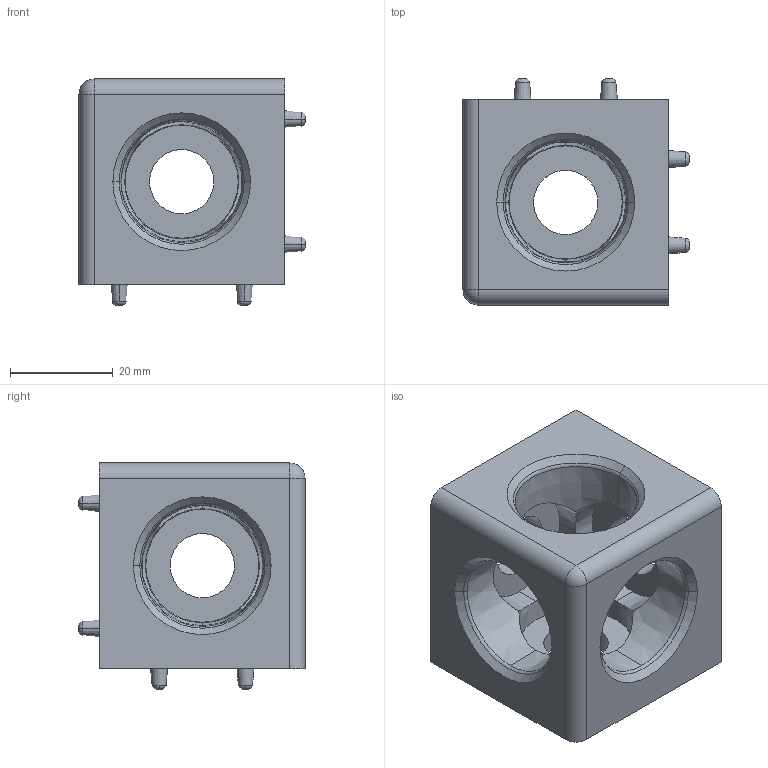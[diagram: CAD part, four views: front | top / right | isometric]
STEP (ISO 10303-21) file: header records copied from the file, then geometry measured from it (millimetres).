
FILE_DESCRIPTION (( 'STEP AP214' ), '1' );
FILE_NAME ('093WW408N10.STEP', '2016-02-21T11:49:29', ( '' ), ( '' ), 'SwSTEP 2.0', 'SolidWorks 2016', '' );
FILE_SCHEMA (( 'AUTOMOTIVE_DESIGN' ));
Length unit declared in the file: millimetre
Products named in the file (1): 093WW408N10
Bounding box: 44 x 44 x 44 mm (x, y, z)
Volume: 33054.1 mm3; surface area: 12589.7 mm2
Topology: 1 solids, 1 shells, 119 faces, 288 edges, 181 vertices
Faces by surface type: cone 42, plane 31, torus 30, cylinder 15, sphere 1
Entity records: 3893 total; most frequent: CARTESIAN_POINT 972, DIRECTION 651, ORIENTED_EDGE 574, EDGE_CURVE 287, AXIS2_PLACEMENT_3D 276, VERTEX_POINT 181, CIRCLE 156, EDGE_LOOP 140
